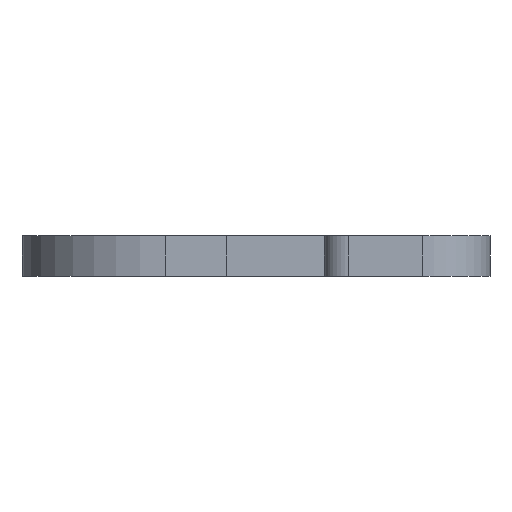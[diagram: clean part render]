
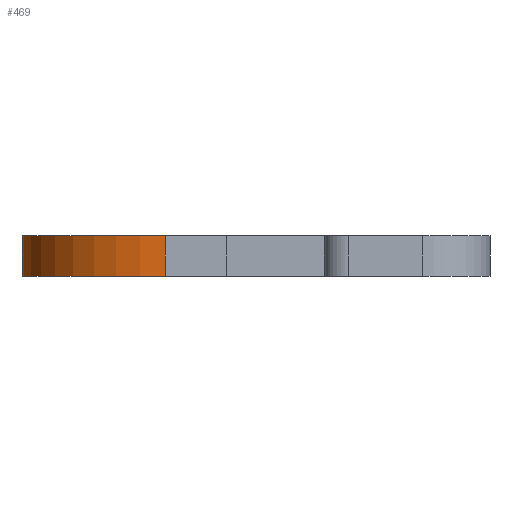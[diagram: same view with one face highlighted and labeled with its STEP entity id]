
A CAD part, left-side view. The second image highlights one B-rep face of the part: STEP entity #469.
In plain terms, the highlighted cylindrical face has radius 3.5 mm (diameter 7 mm), a partial arc.
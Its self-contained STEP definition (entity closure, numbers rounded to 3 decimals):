
#92=CARTESIAN_POINT('',(-16.5,0.0,-0.5));
#93=VERTEX_POINT('',#92);
#100=CARTESIAN_POINT('',(-16.5,0.0,0.5));
#101=VERTEX_POINT('',#100);
#102=CARTESIAN_POINT('',(-16.5,0.0,0.5));
#103=DIRECTION('',(0.0,0.0,-1.0));
#104=VECTOR('',#103,1.0);
#105=LINE('',#102,#104);
#106=EDGE_CURVE('',#101,#93,#105,.T.);
#426=CARTESIAN_POINT('',(-20.,-3.5,-0.5));
#427=VERTEX_POINT('',#426);
#434=CARTESIAN_POINT('',(-16.5,-3.5,-0.5));
#435=DIRECTION('',(0.0,0.0,1.0));
#436=DIRECTION('',(-0.707,0.707,0.0));
#437=AXIS2_PLACEMENT_3D('',#434,#435,#436);
#438=CIRCLE('',#437,3.5);
#439=EDGE_CURVE('',#93,#427,#438,.T.);
#445=CARTESIAN_POINT('',(-16.5,-3.5,0.0));
#446=DIRECTION('',(0.0,0.0,1.0));
#447=DIRECTION('',(-0.707,0.707,0.0));
#448=AXIS2_PLACEMENT_3D('',#445,#446,#447);
#449=CYLINDRICAL_SURFACE('',#448,3.5);
#450=CARTESIAN_POINT('',(-20.,-3.5,0.5));
#451=VERTEX_POINT('',#450);
#452=CARTESIAN_POINT('',(-16.5,-3.5,0.5));
#453=DIRECTION('',(0.0,0.0,-1.0));
#454=DIRECTION('',(-0.707,0.707,0.0));
#455=AXIS2_PLACEMENT_3D('',#452,#453,#454);
#456=CIRCLE('',#455,3.5);
#457=EDGE_CURVE('',#451,#101,#456,.T.);
#458=ORIENTED_EDGE('',*,*,#457,.T.);
#459=ORIENTED_EDGE('',*,*,#106,.T.);
#460=ORIENTED_EDGE('',*,*,#439,.T.);
#461=CARTESIAN_POINT('',(-20.,-3.5,-0.5));
#462=DIRECTION('',(0.0,0.0,1.0));
#463=VECTOR('',#462,1.0);
#464=LINE('',#461,#463);
#465=EDGE_CURVE('',#427,#451,#464,.T.);
#466=ORIENTED_EDGE('',*,*,#465,.T.);
#467=EDGE_LOOP('',(#458,#459,#460,#466));
#468=FACE_OUTER_BOUND('',#467,.T.);
#469=ADVANCED_FACE('',(#468),#449,.T.);
